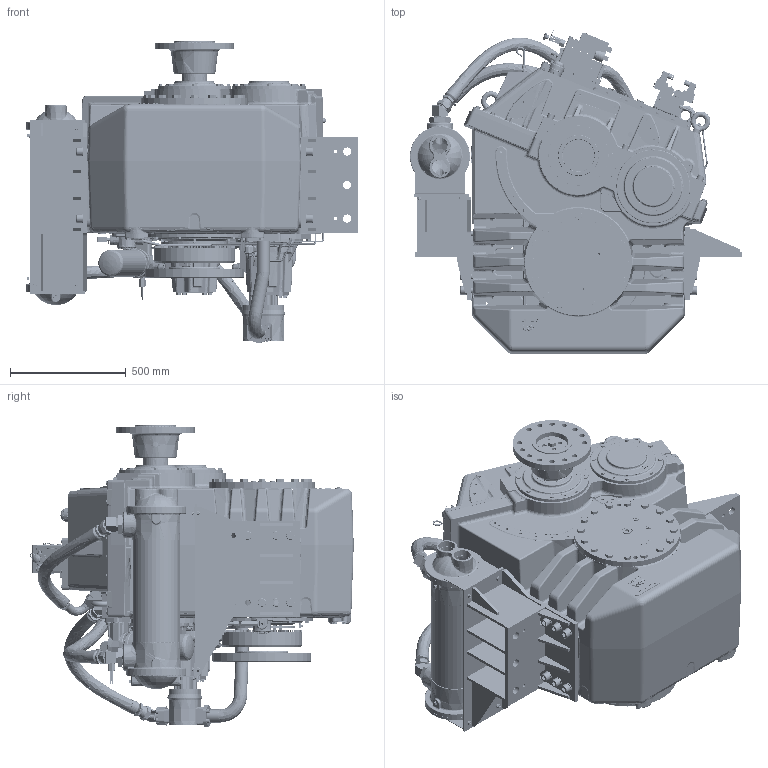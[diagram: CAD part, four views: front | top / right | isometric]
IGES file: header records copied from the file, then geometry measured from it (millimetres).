
Start section: SolidWorks IGES file using analytic representation for surfaces
Global section: file name: 1025454C.IGS; native system: SolidWorks 2010; preprocessor: SolidWorks 2010; author: josephf; date: 141017.152012; units: millimetre
Bounding box: 1436.54 x 1399.59 x 1306.11 mm (x, y, z)
Surface area: 15043443.5 mm2 (no closed solid volume)
Topology: 0 solids, 0 shells, 10051 faces, 182838 edges, 182694 vertices
Faces by surface type: revolution 5192, bspline 4859
